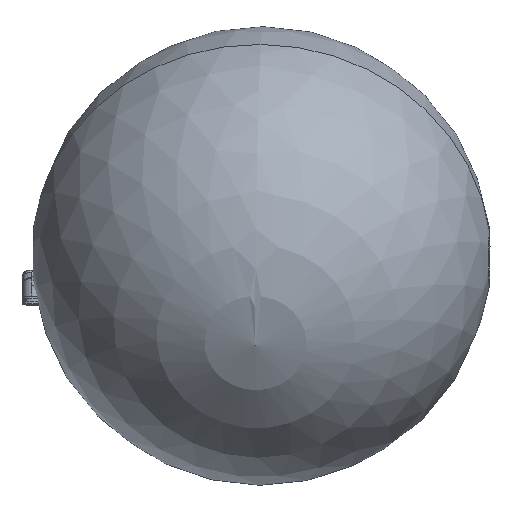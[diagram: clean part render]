
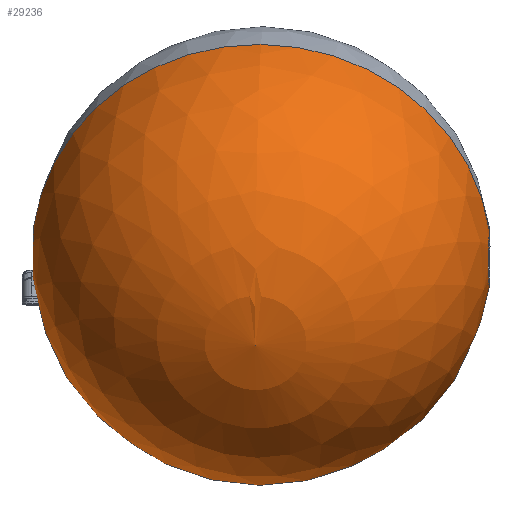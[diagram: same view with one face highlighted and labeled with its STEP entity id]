
A CAD part, left-side view. The second image highlights one B-rep face of the part: STEP entity #29236.
In plain terms, the highlighted spherical face has radius 1400 mm.
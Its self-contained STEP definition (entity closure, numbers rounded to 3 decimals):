
#8948 = EDGE_CURVE ( 'NONE', #177466, #163002, #140653, .T. ) ;
#9195 = CARTESIAN_POINT ( 'NONE',  ( 0., 1388.51, 0. ) ) ;
#10376 = DIRECTION ( 'NONE',  ( 0., 0., 1. ) ) ;
#11188 = AXIS2_PLACEMENT_3D ( 'NONE', #137044, #107992, #150928 ) ;
#16440 = AXIS2_PLACEMENT_3D ( 'NONE', #37966, #178248, #66334 ) ;
#23169 = EDGE_CURVE ( 'NONE', #84144, #163002, #67429, .T. ) ;
#28699 = VERTEX_POINT ( 'NONE', #35432 ) ;
#29236 = ADVANCED_FACE ( 'NONE', ( #122696 ), #68488, .T. ) ;
#35432 = CARTESIAN_POINT ( 'NONE',  ( 0., -1388.51, -179. ) ) ;
#35768 = CARTESIAN_POINT ( 'NONE',  ( 0., 0., 0. ) ) ;
#35893 = CARTESIAN_POINT ( 'NONE',  ( 0., 0., 0. ) ) ;
#37966 = CARTESIAN_POINT ( 'NONE',  ( 0., -1388.51, 0. ) ) ;
#41536 = CIRCLE ( 'NONE', #16440, 179. ) ;
#43320 = AXIS2_PLACEMENT_3D ( 'NONE', #35768, #145297, #62340 ) ;
#56187 = ORIENTED_EDGE ( 'NONE', *, *, #163895, .F. ) ;
#56320 = AXIS2_PLACEMENT_3D ( 'NONE', #9195, #119881, #10376 ) ;
#62340 = DIRECTION ( 'NONE',  ( 0., 0., 1. ) ) ;
#64493 = CIRCLE ( 'NONE', #11188, 1400. ) ;
#66334 = DIRECTION ( 'NONE',  ( 0., 0., 1. ) ) ;
#67429 = CIRCLE ( 'NONE', #43320, 1400. ) ;
#68488 = SPHERICAL_SURFACE ( 'NONE', #97854, 1400. ) ;
#68758 = ORIENTED_EDGE ( 'NONE', *, *, #173636, .T. ) ;
#84144 = VERTEX_POINT ( 'NONE', #123307 ) ;
#88123 = CARTESIAN_POINT ( 'NONE',  ( 0., 1388.51, -179. ) ) ;
#88452 = ORIENTED_EDGE ( 'NONE', *, *, #8948, .F. ) ;
#90359 = DIRECTION ( 'NONE',  ( 1., 0., 0. ) ) ;
#94637 = EDGE_LOOP ( 'NONE', ( #56187, #68758, #131797, #88452 ) ) ;
#97854 = AXIS2_PLACEMENT_3D ( 'NONE', #35893, #90359, #103067 ) ;
#101954 = CARTESIAN_POINT ( 'NONE',  ( 0., 1388.51, 179. ) ) ;
#103067 = DIRECTION ( 'NONE',  ( 0., 0., 1. ) ) ;
#107992 = DIRECTION ( 'NONE',  ( 1., 0., 0. ) ) ;
#119881 = DIRECTION ( 'NONE',  ( 0., 1., 0. ) ) ;
#122696 = FACE_OUTER_BOUND ( 'NONE', #94637, .T. ) ;
#123307 = CARTESIAN_POINT ( 'NONE',  ( 0., -1388.51, 179. ) ) ;
#131797 = ORIENTED_EDGE ( 'NONE', *, *, #23169, .T. ) ;
#137044 = CARTESIAN_POINT ( 'NONE',  ( 0., 0., 0. ) ) ;
#140653 = CIRCLE ( 'NONE', #56320, 179. ) ;
#145297 = DIRECTION ( 'NONE',  ( -1., 0., 0. ) ) ;
#150928 = DIRECTION ( 'NONE',  ( 0., 0., -1. ) ) ;
#163002 = VERTEX_POINT ( 'NONE', #101954 ) ;
#163895 = EDGE_CURVE ( 'NONE', #28699, #177466, #64493, .T. ) ;
#173636 = EDGE_CURVE ( 'NONE', #28699, #84144, #41536, .T. ) ;
#177466 = VERTEX_POINT ( 'NONE', #88123 ) ;
#178248 = DIRECTION ( 'NONE',  ( 0., 1., 0. ) ) ;
